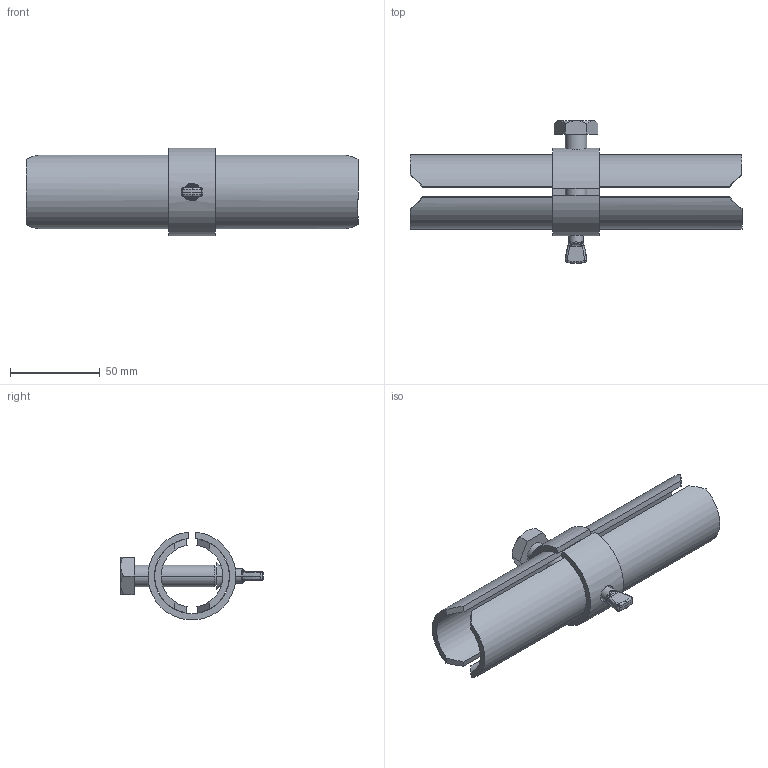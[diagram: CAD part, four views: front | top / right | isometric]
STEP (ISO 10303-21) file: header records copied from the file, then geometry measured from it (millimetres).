
FILE_DESCRIPTION (( 'STEP AP203' ), '1' );
FILE_NAME ('T25100.STEP', '2018-07-18T07:30:13', ( '' ), ( '' ), 'SwSTEP 2.0', 'SolidWorks 2016', '' );
FILE_SCHEMA (( 'CONFIG_CONTROL_DESIGN' ));
Length unit declared in the file: millimetre
Products named in the file (6): T25100-4; T25100-3; T25100; T25100-5; T25100-2; T25100-1
Assembly tree (5 placements, depth 2):
  T25100
    T25100-1
    T25100-2
    T25100-3
    T25100-4
    T25100-5
Bounding box: 185 x 79.5 x 48.82 mm (x, y, z)
Volume: 89673.1 mm3; surface area: 54643.5 mm2
Topology: 5 solids, 5 shells, 120 faces, 277 edges, 160 vertices
Faces by surface type: plane 34, bspline 26, cylinder 24, torus 14, cone 11, sphere 11
Entity records: 5001 total; most frequent: CARTESIAN_POINT 1952, ORIENTED_EDGE 538, DIRECTION 479, EDGE_CURVE 269, AXIS2_PLACEMENT_3D 205, VERTEX_POINT 160, EDGE_LOOP 129, ADVANCED_FACE 120
